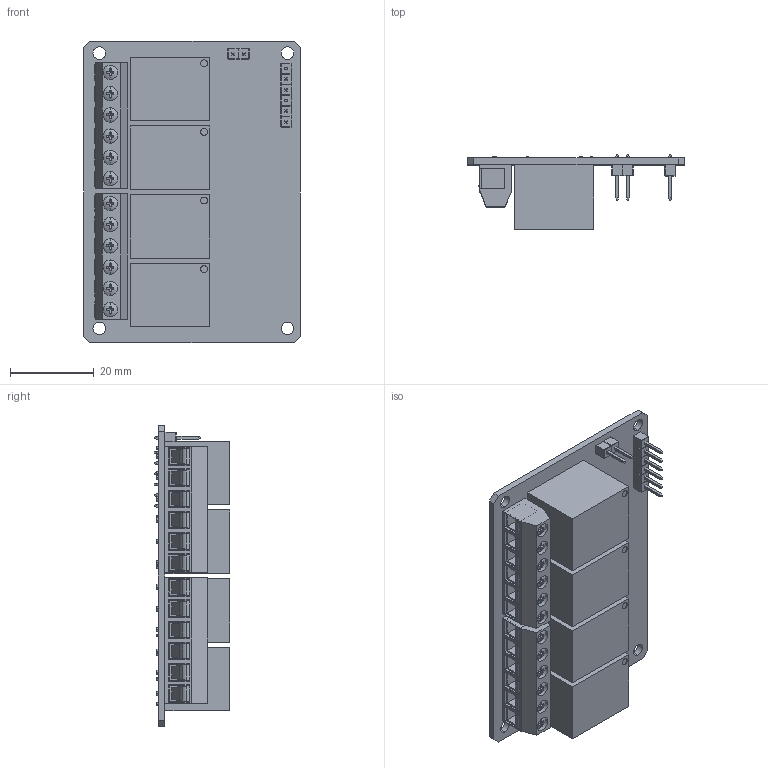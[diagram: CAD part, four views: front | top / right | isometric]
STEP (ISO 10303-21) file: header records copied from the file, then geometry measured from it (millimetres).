
FILE_DESCRIPTION (( 'STEP AP214' ), '1' );
FILE_NAME ('HL-54S V1.0.STEP', '2025-10-29T21:13:47', ( '' ), ( '' ), 'SwSTEP 2.0', 'SolidWorks 2024', '' );
FILE_SCHEMA (( 'AUTOMOTIVE_DESIGN' ));
Length unit declared in the file: millimetre
Products named in the file (1): HL-54S V1.0
Bounding box: 51.8 x 17.95 x 72 mm (x, y, z)
Volume: 27151.2 mm3; surface area: 23758.4 mm2
Topology: 91 solids, 91 shells, 1384 faces, 2978 edges, 1828 vertices
Faces by surface type: plane 980, cylinder 284, bspline 72, torus 24, sphere 24
Entity records: 54099 total; most frequent: CARTESIAN_POINT 8567, DIRECTION 6052, ORIENTED_EDGE 5956, EDGE_CURVE 2978, LINE 2050, VECTOR 2050, AXIS2_PLACEMENT_3D 2001, VERTEX_POINT 1828
